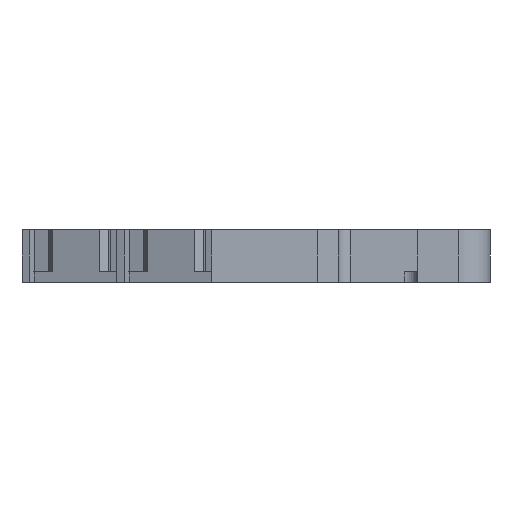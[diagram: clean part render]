
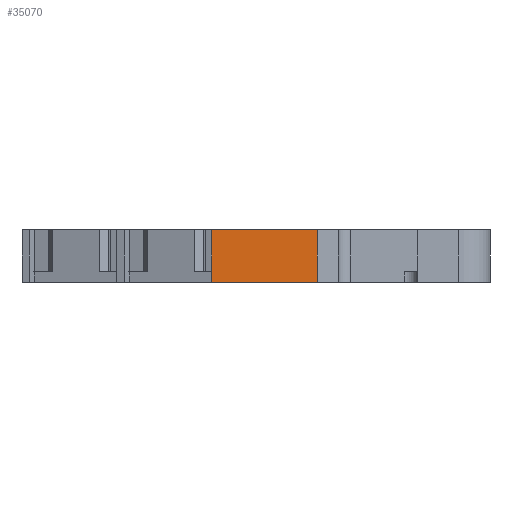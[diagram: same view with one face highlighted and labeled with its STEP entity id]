
A CAD part, left-side view. The second image highlights one B-rep face of the part: STEP entity #35070.
In plain terms, the highlighted planar face has unit normal (-1, 0, 0).
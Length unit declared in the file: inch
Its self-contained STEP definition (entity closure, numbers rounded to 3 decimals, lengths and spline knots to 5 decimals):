
#72 = VECTOR ( 'NONE', #32164, 39.37008 ) ;
#376 = VECTOR ( 'NONE', #33263, 39.37008 ) ;
#771 = ORIENTED_EDGE ( 'NONE', *, *, #31517, .F. ) ;
#3032 = ORIENTED_EDGE ( 'NONE', *, *, #10769, .T. ) ;
#3540 = VERTEX_POINT ( 'NONE', #19245 ) ;
#3963 = EDGE_LOOP ( 'NONE', ( #771, #10541, #3032, #24767 ) ) ;
#5652 = VERTEX_POINT ( 'NONE', #8443 ) ;
#7108 = CARTESIAN_POINT ( 'NONE',  ( -1.71654, 0.76772, -0.19685 ) ) ;
#7947 = VERTEX_POINT ( 'NONE', #8410 ) ;
#7981 = DIRECTION ( 'NONE',  ( 0., 0., -1. ) ) ;
#8410 = CARTESIAN_POINT ( 'NONE',  ( -1.71654, 0.76772, -0.19685 ) ) ;
#8443 = CARTESIAN_POINT ( 'NONE',  ( -1.71654, 0.37402, 0. ) ) ;
#9570 = VECTOR ( 'NONE', #13187, 39.37008 ) ;
#10541 = ORIENTED_EDGE ( 'NONE', *, *, #24375, .T. ) ;
#10769 = EDGE_CURVE ( 'NONE', #3540, #5652, #28565, .T. ) ;
#12659 = FACE_OUTER_BOUND ( 'NONE', #3963, .T. ) ;
#13187 = DIRECTION ( 'NONE',  ( 0., -1., 0. ) ) ;
#14848 = CARTESIAN_POINT ( 'NONE',  ( -1.71654, 0.37402, -0.19685 ) ) ;
#16421 = VERTEX_POINT ( 'NONE', #18713 ) ;
#18713 = CARTESIAN_POINT ( 'NONE',  ( -1.71654, 0.76772, 0. ) ) ;
#18721 = CARTESIAN_POINT ( 'NONE',  ( -1.71654, 0.76772, -0.19685 ) ) ;
#19245 = CARTESIAN_POINT ( 'NONE',  ( -1.71654, 0.37402, -0.19685 ) ) ;
#19550 = PLANE ( 'NONE',  #22980 ) ;
#21787 = CARTESIAN_POINT ( 'NONE',  ( -1.71654, -0.28913, 0. ) ) ;
#22980 = AXIS2_PLACEMENT_3D ( 'NONE', #33599, #25035, #7981 ) ;
#23044 = LINE ( 'NONE', #18721, #376 ) ;
#24375 = EDGE_CURVE ( 'NONE', #7947, #3540, #23044, .T. ) ;
#24767 = ORIENTED_EDGE ( 'NONE', *, *, #31713, .F. ) ;
#25035 = DIRECTION ( 'NONE',  ( 1., 0., 0. ) ) ;
#26519 = LINE ( 'NONE', #7108, #29190 ) ;
#27854 = LINE ( 'NONE', #21787, #9570 ) ;
#28565 = LINE ( 'NONE', #14848, #72 ) ;
#29190 = VECTOR ( 'NONE', #35548, 39.37008 ) ;
#31517 = EDGE_CURVE ( 'NONE', #7947, #16421, #26519, .T. ) ;
#31713 = EDGE_CURVE ( 'NONE', #16421, #5652, #27854, .T. ) ;
#32164 = DIRECTION ( 'NONE',  ( 0., 0., 1. ) ) ;
#33263 = DIRECTION ( 'NONE',  ( 0., -1., 0. ) ) ;
#33599 = CARTESIAN_POINT ( 'NONE',  ( -1.71654, 0.76772, -0.19685 ) ) ;
#35070 = ADVANCED_FACE ( 'NONE', ( #12659 ), #19550, .F. ) ;
#35548 = DIRECTION ( 'NONE',  ( 0., 0., 1. ) ) ;
